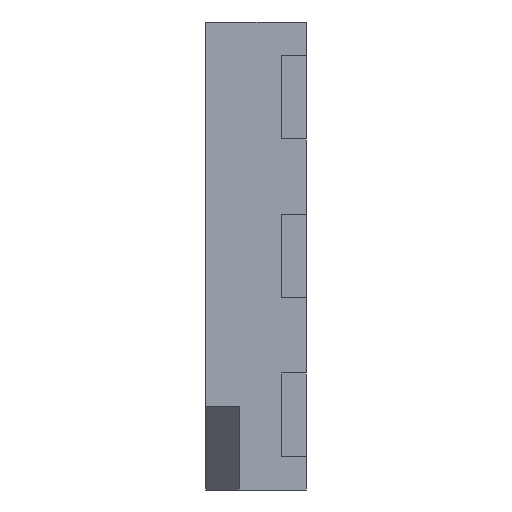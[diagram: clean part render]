
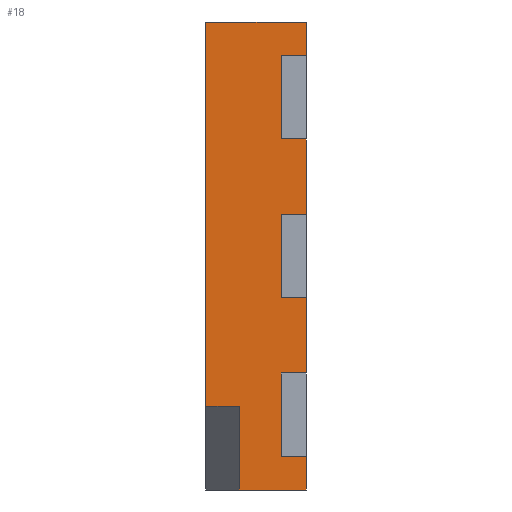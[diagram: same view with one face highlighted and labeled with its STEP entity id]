
A CAD part, left-side view. The second image highlights one B-rep face of the part: STEP entity #18.
In plain terms, the highlighted planar face has unit normal (-1, 0, 0).
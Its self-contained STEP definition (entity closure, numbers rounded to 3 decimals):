
#18 = ADVANCED_FACE ( 'NONE', ( #171 ), #529, .F. ) ;
#21 = VECTOR ( 'NONE', #693, 1000. ) ;
#25 = LINE ( 'NONE', #692, #21 ) ;
#26 = VECTOR ( 'NONE', #689, 1000. ) ;
#29 = LINE ( 'NONE', #688, #26 ) ;
#38 = VERTEX_POINT ( 'NONE', #541 ) ;
#49 = ORIENTED_EDGE ( 'NONE', *, *, #1027, .T. ) ;
#51 = VERTEX_POINT ( 'NONE', #899 ) ;
#52 = VERTEX_POINT ( 'NONE', #852 ) ;
#54 = ORIENTED_EDGE ( 'NONE', *, *, #1079, .F. ) ;
#56 = VERTEX_POINT ( 'NONE', #549 ) ;
#58 = ORIENTED_EDGE ( 'NONE', *, *, #1019, .T. ) ;
#83 = EDGE_LOOP ( 'NONE', ( #490, #441, #396, #58, #54, #426, #371, #380, #392, #433, #88, #49, #359, #361, #374, #404, #95, #334 ) ) ;
#88 = ORIENTED_EDGE ( 'NONE', *, *, #1014, .F. ) ;
#95 = ORIENTED_EDGE ( 'NONE', *, *, #1006, .F. ) ;
#106 = VERTEX_POINT ( 'NONE', #901 ) ;
#109 = VECTOR ( 'NONE', #834, 1000. ) ;
#111 = LINE ( 'NONE', #850, #109 ) ;
#116 = VECTOR ( 'NONE', #870, 1000. ) ;
#117 = VECTOR ( 'NONE', #871, 1000. ) ;
#120 = LINE ( 'NONE', #841, #125 ) ;
#122 = LINE ( 'NONE', #742, #116 ) ;
#123 = LINE ( 'NONE', #807, #117 ) ;
#124 = VECTOR ( 'NONE', #877, 1000. ) ;
#125 = VECTOR ( 'NONE', #865, 1000. ) ;
#126 = VECTOR ( 'NONE', #845, 1000. ) ;
#127 = LINE ( 'NONE', #826, #126 ) ;
#129 = LINE ( 'NONE', #883, #124 ) ;
#149 = VERTEX_POINT ( 'NONE', #892 ) ;
#171 = FACE_OUTER_BOUND ( 'NONE', #83, .T. ) ;
#200 = VECTOR ( 'NONE', #589, 1000. ) ;
#202 = LINE ( 'NONE', #582, #200 ) ;
#206 = VECTOR ( 'NONE', #595, 1000. ) ;
#217 = LINE ( 'NONE', #594, #206 ) ;
#221 = LINE ( 'NONE', #591, #227 ) ;
#227 = VECTOR ( 'NONE', #611, 1000. ) ;
#229 = LINE ( 'NONE', #612, #232 ) ;
#232 = VECTOR ( 'NONE', #621, 1000. ) ;
#234 = VECTOR ( 'NONE', #623, 1000. ) ;
#239 = LINE ( 'NONE', #622, #234 ) ;
#246 = VECTOR ( 'NONE', #635, 1000. ) ;
#251 = LINE ( 'NONE', #634, #246 ) ;
#261 = VECTOR ( 'NONE', #649, 1000. ) ;
#267 = LINE ( 'NONE', #648, #261 ) ;
#274 = VECTOR ( 'NONE', #661, 1000. ) ;
#279 = LINE ( 'NONE', #660, #274 ) ;
#283 = VECTOR ( 'NONE', #671, 1000. ) ;
#284 = LINE ( 'NONE', #674, #290 ) ;
#289 = VERTEX_POINT ( 'NONE', #743 ) ;
#290 = VECTOR ( 'NONE', #676, 1000. ) ;
#291 = LINE ( 'NONE', #670, #283 ) ;
#306 = VERTEX_POINT ( 'NONE', #753 ) ;
#313 = VERTEX_POINT ( 'NONE', #754 ) ;
#326 = VERTEX_POINT ( 'NONE', #749 ) ;
#334 = ORIENTED_EDGE ( 'NONE', *, *, #1041, .F. ) ;
#340 = VERTEX_POINT ( 'NONE', #746 ) ;
#341 = VERTEX_POINT ( 'NONE', #756 ) ;
#352 = VERTEX_POINT ( 'NONE', #758 ) ;
#359 = ORIENTED_EDGE ( 'NONE', *, *, #1091, .F. ) ;
#361 = ORIENTED_EDGE ( 'NONE', *, *, #963, .T. ) ;
#371 = ORIENTED_EDGE ( 'NONE', *, *, #953, .F. ) ;
#374 = ORIENTED_EDGE ( 'NONE', *, *, #1081, .F. ) ;
#380 = ORIENTED_EDGE ( 'NONE', *, *, #956, .T. ) ;
#392 = ORIENTED_EDGE ( 'NONE', *, *, #955, .F. ) ;
#396 = ORIENTED_EDGE ( 'NONE', *, *, #961, .F. ) ;
#404 = ORIENTED_EDGE ( 'NONE', *, *, #1035, .T. ) ;
#426 = ORIENTED_EDGE ( 'NONE', *, *, #1020, .T. ) ;
#433 = ORIENTED_EDGE ( 'NONE', *, *, #958, .T. ) ;
#441 = ORIENTED_EDGE ( 'NONE', *, *, #1089, .F. ) ;
#472 = VERTEX_POINT ( 'NONE', #777 ) ;
#476 = VERTEX_POINT ( 'NONE', #779 ) ;
#480 = VERTEX_POINT ( 'NONE', #775 ) ;
#490 = ORIENTED_EDGE ( 'NONE', *, *, #1002, .T. ) ;
#495 = VERTEX_POINT ( 'NONE', #785 ) ;
#505 = VERTEX_POINT ( 'NONE', #787 ) ;
#529 = PLANE ( 'NONE',  #1060 ) ;
#530 = CARTESIAN_POINT ( 'NONE',  ( -1.55, 0.6, 1.4 ) ) ;
#540 = DIRECTION ( 'NONE',  ( 1., 0., 0. ) ) ;
#541 = CARTESIAN_POINT ( 'NONE',  ( -1.55, 0.15, 0.25 ) ) ;
#549 = CARTESIAN_POINT ( 'NONE',  ( -1.55, 0.15, 1.2 ) ) ;
#551 = DIRECTION ( 'NONE',  ( 0., 1., 0. ) ) ;
#582 = CARTESIAN_POINT ( 'NONE',  ( -1.55, 0.6, 1.4 ) ) ;
#589 = DIRECTION ( 'NONE',  ( 0., 0., -1. ) ) ;
#591 = CARTESIAN_POINT ( 'NONE',  ( -1.55, 0.15, 1.4 ) ) ;
#594 = CARTESIAN_POINT ( 'NONE',  ( -1.55, 0., 1.4 ) ) ;
#595 = DIRECTION ( 'NONE',  ( 0., 0., -1. ) ) ;
#611 = DIRECTION ( 'NONE',  ( 0., 0., -1. ) ) ;
#612 = CARTESIAN_POINT ( 'NONE',  ( -1.55, 0.6, -1.4 ) ) ;
#621 = DIRECTION ( 'NONE',  ( 0., -1., 0. ) ) ;
#622 = CARTESIAN_POINT ( 'NONE',  ( -1.55, 0.6, -1.2 ) ) ;
#623 = DIRECTION ( 'NONE',  ( 0., 1., 0. ) ) ;
#634 = CARTESIAN_POINT ( 'NONE',  ( -1.55, 0.6, 0.25 ) ) ;
#635 = DIRECTION ( 'NONE',  ( 0., -1., 0. ) ) ;
#648 = CARTESIAN_POINT ( 'NONE',  ( -1.55, 0.6, 1.2 ) ) ;
#649 = DIRECTION ( 'NONE',  ( 0., -1., 0. ) ) ;
#660 = CARTESIAN_POINT ( 'NONE',  ( -1.55, 0.6, 1.4 ) ) ;
#661 = DIRECTION ( 'NONE',  ( 0., -1., 0. ) ) ;
#670 = CARTESIAN_POINT ( 'NONE',  ( -1.55, 0., 1.4 ) ) ;
#671 = DIRECTION ( 'NONE',  ( 0., 0., -1. ) ) ;
#674 = CARTESIAN_POINT ( 'NONE',  ( -1.55, 0.15, 1.4 ) ) ;
#676 = DIRECTION ( 'NONE',  ( 0., 0., -1. ) ) ;
#688 = CARTESIAN_POINT ( 'NONE',  ( -1.55, 0.4, -0.9 ) ) ;
#689 = DIRECTION ( 'NONE',  ( 0., 1., 0. ) ) ;
#692 = CARTESIAN_POINT ( 'NONE',  ( -1.55, 0., 1.4 ) ) ;
#693 = DIRECTION ( 'NONE',  ( 0., 0., -1. ) ) ;
#742 = CARTESIAN_POINT ( 'NONE',  ( -1.55, 0.6, 0.7 ) ) ;
#743 = CARTESIAN_POINT ( 'NONE',  ( -1.55, 0.4, -0.9 ) ) ;
#746 = CARTESIAN_POINT ( 'NONE',  ( -1.55, 0.6, 1.4 ) ) ;
#749 = CARTESIAN_POINT ( 'NONE',  ( -1.55, 0.4, -1.4 ) ) ;
#753 = CARTESIAN_POINT ( 'NONE',  ( -1.55, 0., 1.4 ) ) ;
#754 = CARTESIAN_POINT ( 'NONE',  ( -1.55, 0., 0.7 ) ) ;
#756 = CARTESIAN_POINT ( 'NONE',  ( -1.55, 0., -1.4 ) ) ;
#758 = CARTESIAN_POINT ( 'NONE',  ( -1.55, 0., 0.25 ) ) ;
#775 = CARTESIAN_POINT ( 'NONE',  ( -1.55, 0., 1.2 ) ) ;
#777 = CARTESIAN_POINT ( 'NONE',  ( -1.55, 0.15, -0.25 ) ) ;
#779 = CARTESIAN_POINT ( 'NONE',  ( -1.55, 0., -0.7 ) ) ;
#785 = CARTESIAN_POINT ( 'NONE',  ( -1.55, 0.15, -1.2 ) ) ;
#787 = CARTESIAN_POINT ( 'NONE',  ( -1.55, 0., -1.2 ) ) ;
#807 = CARTESIAN_POINT ( 'NONE',  ( -1.55, 0.6, -0.25 ) ) ;
#826 = CARTESIAN_POINT ( 'NONE',  ( -1.55, 0.15, 1.4 ) ) ;
#834 = DIRECTION ( 'NONE',  ( 0., 0., 1. ) ) ;
#841 = CARTESIAN_POINT ( 'NONE',  ( -1.55, 0.6, -0.7 ) ) ;
#845 = DIRECTION ( 'NONE',  ( 0., 0., -1. ) ) ;
#850 = CARTESIAN_POINT ( 'NONE',  ( -1.55, 0.4, -0.9 ) ) ;
#852 = CARTESIAN_POINT ( 'NONE',  ( -1.55, 0.6, -0.9 ) ) ;
#865 = DIRECTION ( 'NONE',  ( 0., -1., 0. ) ) ;
#870 = DIRECTION ( 'NONE',  ( 0., 1., 0. ) ) ;
#871 = DIRECTION ( 'NONE',  ( 0., 1., 0. ) ) ;
#877 = DIRECTION ( 'NONE',  ( 0., 0., -1. ) ) ;
#883 = CARTESIAN_POINT ( 'NONE',  ( -1.55, 0., 1.4 ) ) ;
#892 = CARTESIAN_POINT ( 'NONE',  ( -1.55, 0.15, -0.7 ) ) ;
#899 = CARTESIAN_POINT ( 'NONE',  ( -1.55, 0., -0.25 ) ) ;
#901 = CARTESIAN_POINT ( 'NONE',  ( -1.55, 0.15, 0.7 ) ) ;
#953 = EDGE_CURVE ( 'NONE', #149, #495, #127, .T. ) ;
#955 = EDGE_CURVE ( 'NONE', #51, #476, #129, .T. ) ;
#956 = EDGE_CURVE ( 'NONE', #149, #476, #120, .T. ) ;
#958 = EDGE_CURVE ( 'NONE', #51, #472, #123, .T. ) ;
#961 = EDGE_CURVE ( 'NONE', #326, #289, #111, .T. ) ;
#963 = EDGE_CURVE ( 'NONE', #313, #106, #122, .T. ) ;
#1002 = EDGE_CURVE ( 'NONE', #340, #52, #202, .T. ) ;
#1006 = EDGE_CURVE ( 'NONE', #306, #480, #217, .T. ) ;
#1014 = EDGE_CURVE ( 'NONE', #38, #472, #221, .T. ) ;
#1019 = EDGE_CURVE ( 'NONE', #326, #341, #229, .T. ) ;
#1020 = EDGE_CURVE ( 'NONE', #505, #495, #239, .T. ) ;
#1027 = EDGE_CURVE ( 'NONE', #38, #352, #251, .T. ) ;
#1035 = EDGE_CURVE ( 'NONE', #56, #480, #267, .T. ) ;
#1041 = EDGE_CURVE ( 'NONE', #340, #306, #279, .T. ) ;
#1060 = AXIS2_PLACEMENT_3D ( 'NONE', #530, #540, #551 ) ;
#1079 = EDGE_CURVE ( 'NONE', #505, #341, #291, .T. ) ;
#1081 = EDGE_CURVE ( 'NONE', #56, #106, #284, .T. ) ;
#1089 = EDGE_CURVE ( 'NONE', #289, #52, #29, .T. ) ;
#1091 = EDGE_CURVE ( 'NONE', #313, #352, #25, .T. ) ;
